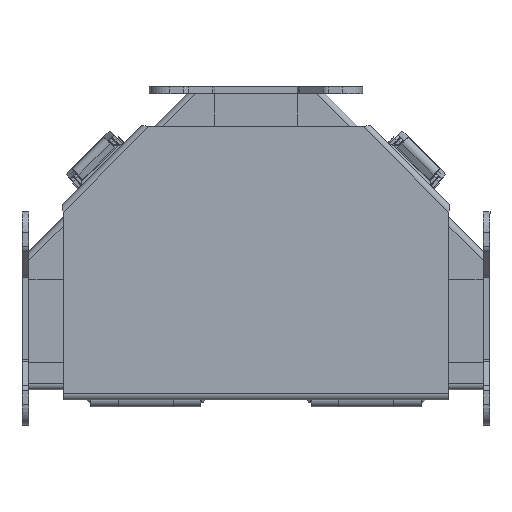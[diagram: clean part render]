
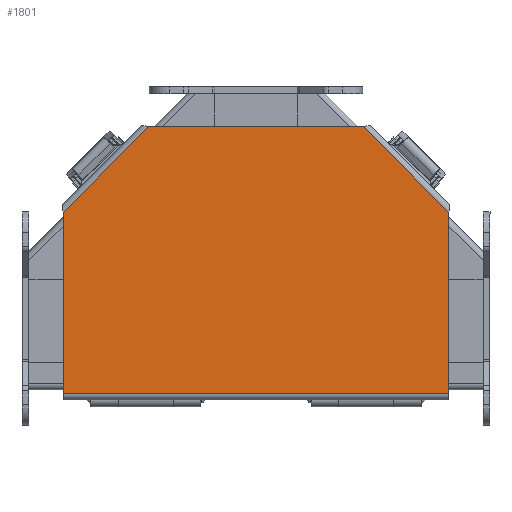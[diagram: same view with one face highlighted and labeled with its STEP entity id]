
A CAD part, front view. The second image highlights one B-rep face of the part: STEP entity #1801.
In plain terms, the highlighted planar face has unit normal (0, -1, 0).
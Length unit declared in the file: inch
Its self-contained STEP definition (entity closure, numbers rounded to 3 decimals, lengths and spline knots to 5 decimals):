
#361 = DIRECTION ( 'NONE',  ( 1., 0., 0. ) ) ;
#479 = CARTESIAN_POINT ( 'NONE',  ( -3.5, -1.422, 3.22276 ) ) ;
#695 = CARTESIAN_POINT ( 'NONE',  ( -1.94826, -1.422, 4.7745 ) ) ;
#884 = ORIENTED_EDGE ( 'NONE', *, *, #6813, .T. ) ;
#923 = VERTEX_POINT ( 'NONE', #695 ) ;
#1017 = LINE ( 'NONE', #1258, #7899 ) ;
#1258 = CARTESIAN_POINT ( 'NONE',  ( 3.5, -1.422, 4.7745 ) ) ;
#1320 = DIRECTION ( 'NONE',  ( 0., 0., 1. ) ) ;
#1699 = EDGE_CURVE ( 'NONE', #5175, #4566, #7563, .T. ) ;
#1799 = FACE_OUTER_BOUND ( 'NONE', #9501, .T. ) ;
#1801 = ADVANCED_FACE ( 'NONE', ( #1799 ), #6745, .T. ) ;
#2028 = ORIENTED_EDGE ( 'NONE', *, *, #13855, .T. ) ;
#2486 = CARTESIAN_POINT ( 'NONE',  ( 3.5, -1.422, -0.0785 ) ) ;
#2705 = VERTEX_POINT ( 'NONE', #12348 ) ;
#2988 = CARTESIAN_POINT ( 'NONE',  ( 3.5, -1.422, 3.22276 ) ) ;
#3423 = EDGE_CURVE ( 'NONE', #4566, #9378, #15278, .T. ) ;
#4566 = VERTEX_POINT ( 'NONE', #2988 ) ;
#5175 = VERTEX_POINT ( 'NONE', #14486 ) ;
#5333 = VECTOR ( 'NONE', #15195, 39.37008 ) ;
#5460 = CARTESIAN_POINT ( 'NONE',  ( -1.94826, -1.422, 4.7745 ) ) ;
#6316 = VECTOR ( 'NONE', #10575, 39.37008 ) ;
#6745 = PLANE ( 'NONE',  #15242 ) ;
#6813 = EDGE_CURVE ( 'NONE', #11243, #2705, #14539, .T. ) ;
#6979 = DIRECTION ( 'NONE',  ( -1., 0., 0. ) ) ;
#7414 = VECTOR ( 'NONE', #7926, 39.37008 ) ;
#7563 = LINE ( 'NONE', #13920, #13636 ) ;
#7899 = VECTOR ( 'NONE', #16094, 39.37008 ) ;
#7926 = DIRECTION ( 'NONE',  ( -0.707, 0., -0.707 ) ) ;
#7999 = CARTESIAN_POINT ( 'NONE',  ( 3.5, -1.422, 3.22276 ) ) ;
#8044 = ORIENTED_EDGE ( 'NONE', *, *, #1699, .T. ) ;
#9068 = VECTOR ( 'NONE', #361, 39.37008 ) ;
#9095 = LINE ( 'NONE', #5460, #7414 ) ;
#9216 = CARTESIAN_POINT ( 'NONE',  ( 3.5, -1.422, 4.7745 ) ) ;
#9378 = VERTEX_POINT ( 'NONE', #10872 ) ;
#9501 = EDGE_LOOP ( 'NONE', ( #8044, #14330, #16255, #2028, #884, #11152 ) ) ;
#10575 = DIRECTION ( 'NONE',  ( 0., 0., -1. ) ) ;
#10654 = EDGE_CURVE ( 'NONE', #9378, #923, #1017, .T. ) ;
#10872 = CARTESIAN_POINT ( 'NONE',  ( 1.94826, -1.422, 4.7745 ) ) ;
#11152 = ORIENTED_EDGE ( 'NONE', *, *, #16291, .T. ) ;
#11243 = VERTEX_POINT ( 'NONE', #479 ) ;
#12348 = CARTESIAN_POINT ( 'NONE',  ( -3.5, -1.422, -0.0785 ) ) ;
#13088 = DIRECTION ( 'NONE',  ( 0., -1., 0. ) ) ;
#13364 = CARTESIAN_POINT ( 'NONE',  ( -3.5, -1.422, 4.7745 ) ) ;
#13636 = VECTOR ( 'NONE', #1320, 39.37008 ) ;
#13776 = LINE ( 'NONE', #2486, #9068 ) ;
#13855 = EDGE_CURVE ( 'NONE', #923, #11243, #9095, .T. ) ;
#13920 = CARTESIAN_POINT ( 'NONE',  ( 3.5, -1.422, 4.7745 ) ) ;
#14330 = ORIENTED_EDGE ( 'NONE', *, *, #3423, .T. ) ;
#14486 = CARTESIAN_POINT ( 'NONE',  ( 3.5, -1.422, -0.0785 ) ) ;
#14539 = LINE ( 'NONE', #13364, #6316 ) ;
#15195 = DIRECTION ( 'NONE',  ( -0.707, 0., 0.707 ) ) ;
#15242 = AXIS2_PLACEMENT_3D ( 'NONE', #9216, #13088, #6979 ) ;
#15278 = LINE ( 'NONE', #7999, #5333 ) ;
#16094 = DIRECTION ( 'NONE',  ( -1., 0., 0. ) ) ;
#16255 = ORIENTED_EDGE ( 'NONE', *, *, #10654, .T. ) ;
#16291 = EDGE_CURVE ( 'NONE', #2705, #5175, #13776, .T. ) ;
